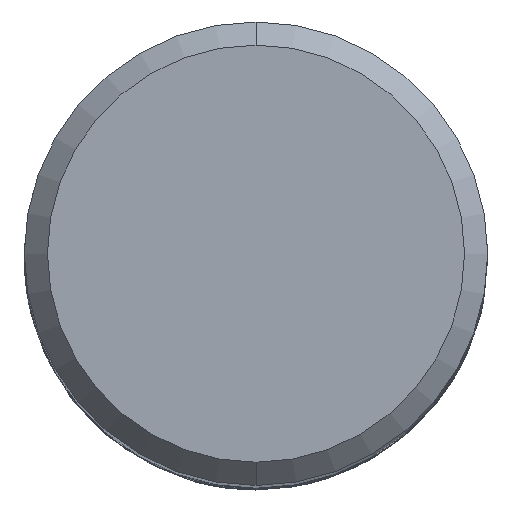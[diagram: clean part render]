
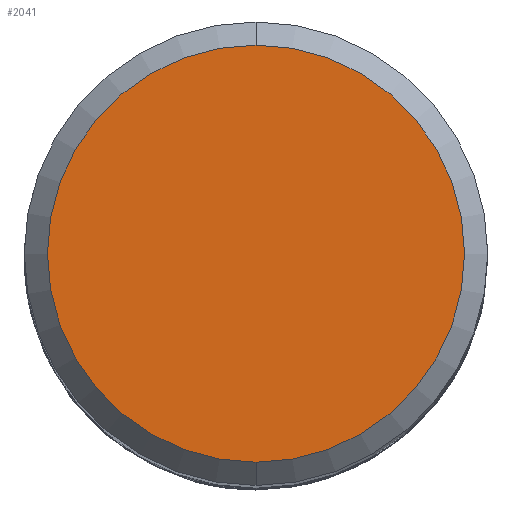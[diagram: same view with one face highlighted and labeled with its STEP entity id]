
A CAD part, top view. The second image highlights one B-rep face of the part: STEP entity #2041.
In plain terms, the highlighted planar face has unit normal (0, 0, 1).
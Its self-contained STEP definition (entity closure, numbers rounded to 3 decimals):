
#769=VERTEX_POINT('',#2143);
#857=EDGE_CURVE('',#769,#863,#2236,.T.);
#863=VERTEX_POINT('',#2243);
#1899=EDGE_CURVE('',#863,#769,#3371,.T.);
#2041=ADVANCED_FACE('',(#3527),#3528,.T.);
#2143=CARTESIAN_POINT('',(0.0,7.2,0.0));
#2236=CIRCLE('',#5043,7.2);
#2243=CARTESIAN_POINT('',(0.,-7.2,0.0));
#3371=CIRCLE('',#18965,7.2);
#3527=FACE_OUTER_BOUND('',#20299,.T.);
#3528=PLANE('',#20300);
#5043=AXIS2_PLACEMENT_3D('',#20689,#20690,#20691);
#18965=AXIS2_PLACEMENT_3D('',#21803,#21804,#21805);
#20299=EDGE_LOOP('',(#21950,#21951));
#20300=AXIS2_PLACEMENT_3D('',#21952,#21953,#21954);
#20689=CARTESIAN_POINT('',(0.0,0.0,0.0));
#20690=DIRECTION('',(0.0,0.0,-1.0));
#20691=DIRECTION('',(0.0,1.0,0.0));
#21803=CARTESIAN_POINT('',(0.0,0.0,0.0));
#21804=DIRECTION('',(0.0,0.0,-1.0));
#21805=DIRECTION('',(0.0,1.0,0.0));
#21950=ORIENTED_EDGE('',*,*,#857,.F.);
#21951=ORIENTED_EDGE('',*,*,#1899,.F.);
#21952=CARTESIAN_POINT('',(0.0,3.6,0.0));
#21953=DIRECTION('',(-0.0,0.0,1.0));
#21954=DIRECTION('',(0.0,-1.0,0.0));
